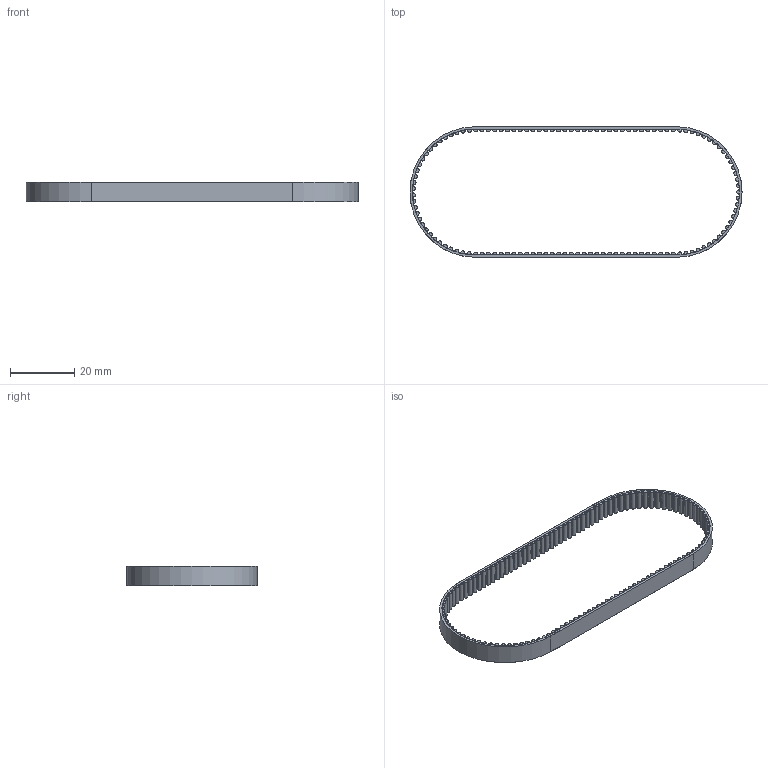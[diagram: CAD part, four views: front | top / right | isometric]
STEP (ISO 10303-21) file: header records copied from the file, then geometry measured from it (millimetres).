
FILE_DESCRIPTION(/* description */ (''),/* implementation_level */ '2;1');
FILE_NAME(/* name */ 'Roller drive belt A6R51M125060 v2.step',/* time_stamp */ '2019-04-12T13:28:09+02:00',/* author */ ('3D-Gussner'),/* organization */ (''),/* preprocessor_version */ 'ST-DEVELOPER v18',/* originating_system */ 'Autodesk Translation Framework v8.2.0.1029',/* authorisation */ '');
FILE_SCHEMA (('AUTOMOTIVE_DESIGN { 1 0 10303 214 3 1 1 }'));
Length unit declared in the file: millimetre
Products named in the file (1): Roller drive belt A6R51M125060
Bounding box: 103.05 x 40.55 x 6 mm (x, y, z)
Volume: 742.1 mm3; surface area: 10412.1 mm2
Topology: 65 solids, 67 shells, 1042 faces, 2730 edges, 1820 vertices
Faces by surface type: cylinder 832, plane 210
Entity records: 32988 total; most frequent: DIRECTION 6480, CARTESIAN_POINT 5593, ORIENTED_EDGE 5452, EDGE_CURVE 2730, AXIS2_PLACEMENT_3D 2707, VERTEX_POINT 1820, CIRCLE 1664, LINE 1066
